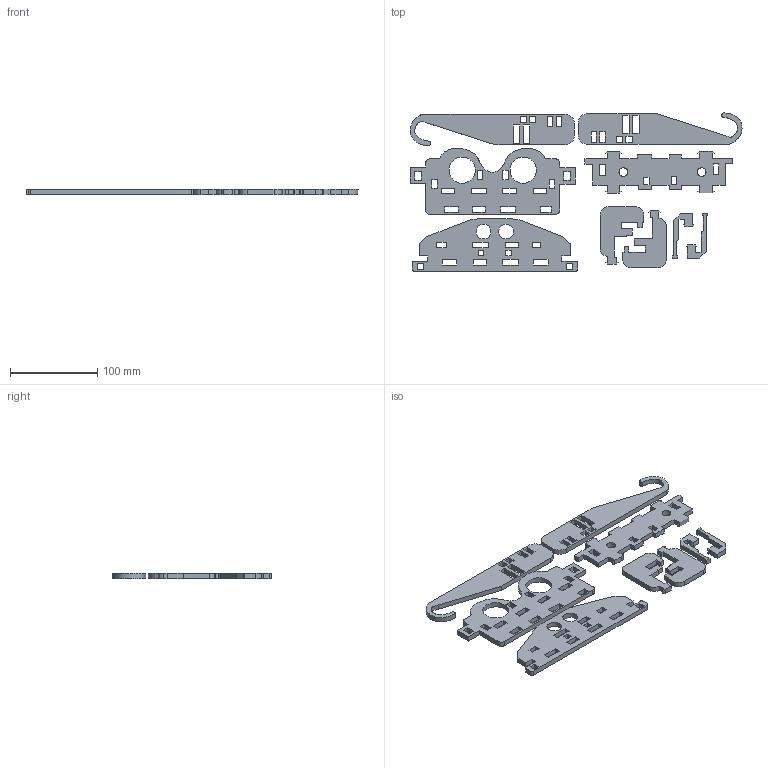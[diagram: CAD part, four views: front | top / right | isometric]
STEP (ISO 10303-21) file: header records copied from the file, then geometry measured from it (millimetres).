
FILE_DESCRIPTION(/* description */ ('','CAx-IF Rec.Pracs.---Representation and Presentation of Product Manufacturing Information (PMI)---4.0---2014-10-13'),/* implementation_level */ '2;1');
FILE_NAME(/* name */ 'allparts.step',/* time_stamp */ '2025-03-10T12:21:35+05:30',/* author */ (''),/* organization */ (''),/* preprocessor_version */ 'ST-DEVELOPER v20',/* originating_system */ 'Autodesk Translation Framework v13.20.0.188',/* authorisation */ '');
FILE_SCHEMA (('AP242_MANAGED_MODEL_BASED_3D_ENGINEERING_MIM_LF { 1 0 10303 442 1 1 4 }'));
Length unit declared in the file: centimetre
Products named in the file (7): allparts; part3.1; part1.1; part4.1; part5.1; part2.1; part6.1
Assembly tree (6 placements, depth 2):
  allparts
    part3.1
    part1.1
    part4.1
    part5.1
    part2.1
    part6.1
Bounding box: 381.24 x 181.94 x 6.03 mm (x, y, z)
Volume: 209365.9 mm3; surface area: 101969.1 mm2
Topology: 9 solids, 9 shells, 416 faces, 1198 edges, 800 vertices
Faces by surface type: plane 378, cylinder 31, bspline 7
Full cylindrical faces by diameter (mm): 10 x2, 17 x2, 30 x2
Entity records: 15091 total; most frequent: CARTESIAN_POINT 3884, ORIENTED_EDGE 2396, DIRECTION 2052, EDGE_CURVE 1198, LINE 1084, VECTOR 1084, VERTEX_POINT 800, EDGE_LOOP 512
